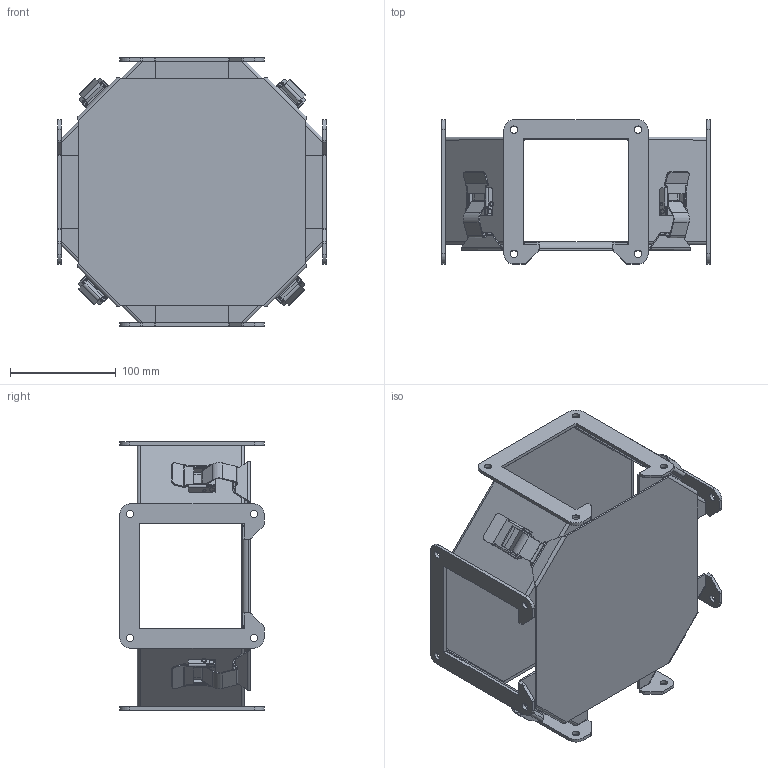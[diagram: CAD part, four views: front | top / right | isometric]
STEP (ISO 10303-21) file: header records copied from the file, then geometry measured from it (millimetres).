
FILE_DESCRIPTION (( 'STEP AP203' ), '1' );
FILE_NAME ('1485CY.step', '2020-11-19T14:34:15', ( 'ADC123' ), ( 'Microsoft' ), 'SwSTEP 2.0', 'SolidWorks 2019', '' );
FILE_SCHEMA (( 'CONFIG_CONTROL_DESIGN' ));
Length unit declared in the file: inch
Products named in the file (1): 1485CY
Bounding box: 254 x 136.53 x 254 mm (x, y, z)
Volume: 424338.2 mm3; surface area: 422826.8 mm2
Topology: 19 solids, 19 shells, 775 faces, 2026 edges, 1310 vertices
Faces by surface type: plane 429, cylinder 297, bspline 49
Full cylindrical faces by diameter (mm): 3.175 x4, 3.302 x8, 3.969 x8, 4.166 x8, 4.763 x12, 7.137 x16
Entity records: 25989 total; most frequent: CARTESIAN_POINT 7029, ORIENTED_EDGE 3932, DIRECTION 3786, EDGE_CURVE 1966, VERTEX_POINT 1306, VECTOR 1296, LINE 1296, AXIS2_PLACEMENT_3D 1245
